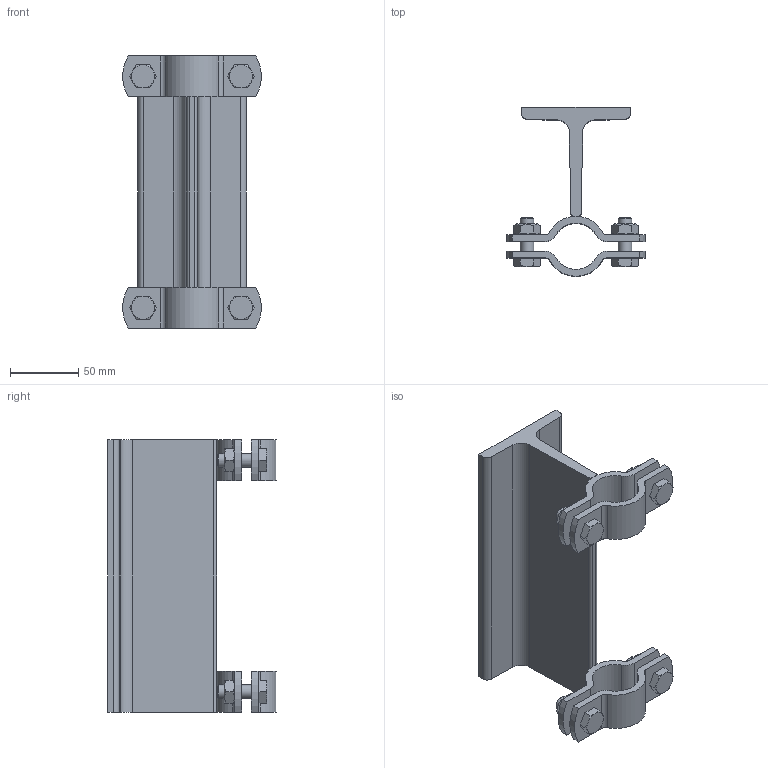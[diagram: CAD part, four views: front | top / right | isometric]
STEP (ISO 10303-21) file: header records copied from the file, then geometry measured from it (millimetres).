
FILE_DESCRIPTION((''),'2;1');
FILE_NAME('116960.stp','2010-04-07T14:28:47',('DMK009'),(''),'Autodesk Inventor 2010','Autodesk Inventor 2010','');
FILE_SCHEMA(('AUTOMOTIVE_DESIGN { 1 0 10303 214 1 1 1 1 }'));
Length unit declared in the file: millimetre
Products named in the file (1): 116960
Bounding box: 102 x 123.93 x 200 mm (x, y, z)
Volume: 354635.2 mm3; surface area: 102635.7 mm2
Topology: 3 solids, 3 shells, 210 faces, 494 edges, 316 vertices
Faces by surface type: plane 106, cylinder 56, cone 40, bspline 8
Full cylindrical faces by diameter (mm): 9.188 x4, 10 x8, 11.5 x4, 15.4 x4
Entity records: 6006 total; most frequent: CARTESIAN_POINT 1295, DIRECTION 922, ORIENTED_EDGE 896, EDGE_CURVE 448, AXIS2_PLACEMENT_3D 367, VERTEX_POINT 308, EDGE_LOOP 282, STYLED_ITEM 211
